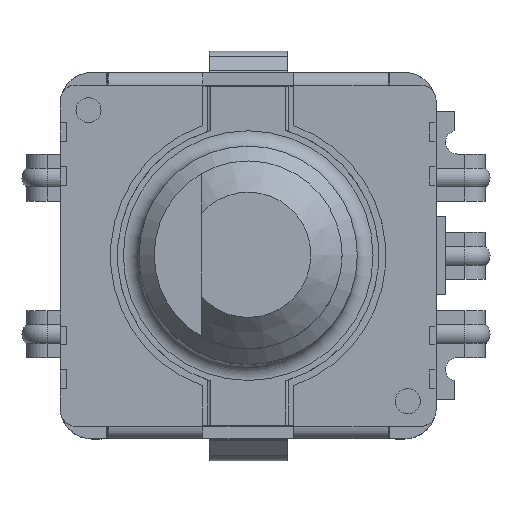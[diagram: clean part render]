
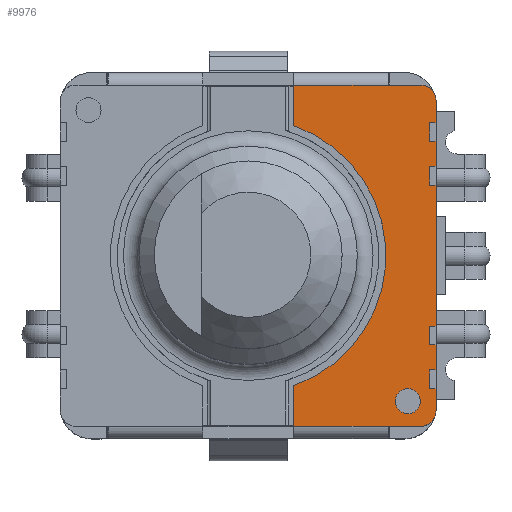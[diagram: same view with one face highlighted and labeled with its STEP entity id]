
A CAD part, top view. The second image highlights one B-rep face of the part: STEP entity #9976.
In plain terms, the highlighted planar face has unit normal (0, 0, 1).
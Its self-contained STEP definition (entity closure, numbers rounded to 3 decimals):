
#27=FACE_BOUND('',#1317,.T.);
#762=FACE_OUTER_BOUND('',#1316,.T.);
#1316=EDGE_LOOP('',(#7226,#7227,#7228,#7229,#7230,#7231,#7232,#7233,#7234,
#7235,#7236,#7237,#7238,#7239,#7240,#7241,#7242,#7243,#7244,#7245,#7246,
#7247,#7248,#7249,#7250,#7251));
#1317=EDGE_LOOP('',(#7252));
#1781=CIRCLE('',#10480,0.4);
#1838=CIRCLE('',#10636,4.4);
#1839=CIRCLE('',#10637,0.5);
#1840=CIRCLE('',#10638,0.5);
#2325=LINE('',#14941,#3470);
#2326=LINE('',#14943,#3471);
#2327=LINE('',#14947,#3472);
#2328=LINE('',#14949,#3473);
#2329=LINE('',#14951,#3474);
#2330=LINE('',#14955,#3475);
#2331=LINE('',#14957,#3476);
#2332=LINE('',#14959,#3477);
#2333=LINE('',#14961,#3478);
#2334=LINE('',#14963,#3479);
#2335=LINE('',#14965,#3480);
#2336=LINE('',#14967,#3481);
#2337=LINE('',#14969,#3482);
#2338=LINE('',#14971,#3483);
#2339=LINE('',#14973,#3484);
#2340=LINE('',#14975,#3485);
#2341=LINE('',#14977,#3486);
#2342=LINE('',#14979,#3487);
#2343=LINE('',#14981,#3488);
#2344=LINE('',#14983,#3489);
#2345=LINE('',#14985,#3490);
#2346=LINE('',#14987,#3491);
#2347=LINE('',#14990,#3492);
#3470=VECTOR('',#11985,1000.);
#3471=VECTOR('',#11986,1000.);
#3472=VECTOR('',#11989,1000.);
#3473=VECTOR('',#11990,1000.);
#3474=VECTOR('',#11991,1000.);
#3475=VECTOR('',#11994,1000.);
#3476=VECTOR('',#11995,1000.);
#3477=VECTOR('',#11996,1000.);
#3478=VECTOR('',#11997,1000.);
#3479=VECTOR('',#11998,1000.);
#3480=VECTOR('',#11999,1000.);
#3481=VECTOR('',#12000,1000.);
#3482=VECTOR('',#12001,1000.);
#3483=VECTOR('',#12002,1000.);
#3484=VECTOR('',#12003,1000.);
#3485=VECTOR('',#12004,1000.);
#3486=VECTOR('',#12005,1000.);
#3487=VECTOR('',#12006,1000.);
#3488=VECTOR('',#12007,1000.);
#3489=VECTOR('',#12008,1000.);
#3490=VECTOR('',#12009,1000.);
#3491=VECTOR('',#12010,1000.);
#3492=VECTOR('',#12013,1000.);
#4348=VERTEX_POINT('',#14172);
#4604=VERTEX_POINT('',#14939);
#4605=VERTEX_POINT('',#14940);
#4606=VERTEX_POINT('',#14942);
#4607=VERTEX_POINT('',#14944);
#4608=VERTEX_POINT('',#14946);
#4609=VERTEX_POINT('',#14948);
#4610=VERTEX_POINT('',#14950);
#4611=VERTEX_POINT('',#14952);
#4612=VERTEX_POINT('',#14954);
#4613=VERTEX_POINT('',#14956);
#4614=VERTEX_POINT('',#14958);
#4615=VERTEX_POINT('',#14960);
#4616=VERTEX_POINT('',#14962);
#4617=VERTEX_POINT('',#14964);
#4618=VERTEX_POINT('',#14966);
#4619=VERTEX_POINT('',#14968);
#4620=VERTEX_POINT('',#14970);
#4621=VERTEX_POINT('',#14972);
#4622=VERTEX_POINT('',#14974);
#4623=VERTEX_POINT('',#14976);
#4624=VERTEX_POINT('',#14978);
#4625=VERTEX_POINT('',#14980);
#4626=VERTEX_POINT('',#14982);
#4627=VERTEX_POINT('',#14984);
#4628=VERTEX_POINT('',#14986);
#4629=VERTEX_POINT('',#14988);
#5249=EDGE_CURVE('',#4348,#4348,#1781,.T.);
#5603=EDGE_CURVE('',#4604,#4605,#2325,.T.);
#5604=EDGE_CURVE('',#4606,#4604,#2326,.T.);
#5605=EDGE_CURVE('',#4607,#4606,#1838,.T.);
#5606=EDGE_CURVE('',#4608,#4607,#2327,.T.);
#5607=EDGE_CURVE('',#4609,#4608,#2328,.T.);
#5608=EDGE_CURVE('',#4610,#4609,#2329,.T.);
#5609=EDGE_CURVE('',#4611,#4610,#1839,.T.);
#5610=EDGE_CURVE('',#4612,#4611,#2330,.T.);
#5611=EDGE_CURVE('',#4613,#4612,#2331,.T.);
#5612=EDGE_CURVE('',#4614,#4613,#2332,.T.);
#5613=EDGE_CURVE('',#4615,#4614,#2333,.T.);
#5614=EDGE_CURVE('',#4616,#4615,#2334,.T.);
#5615=EDGE_CURVE('',#4617,#4616,#2335,.T.);
#5616=EDGE_CURVE('',#4618,#4617,#2336,.T.);
#5617=EDGE_CURVE('',#4619,#4618,#2337,.T.);
#5618=EDGE_CURVE('',#4620,#4619,#2338,.T.);
#5619=EDGE_CURVE('',#4621,#4620,#2339,.T.);
#5620=EDGE_CURVE('',#4622,#4621,#2340,.T.);
#5621=EDGE_CURVE('',#4623,#4622,#2341,.T.);
#5622=EDGE_CURVE('',#4624,#4623,#2342,.T.);
#5623=EDGE_CURVE('',#4625,#4624,#2343,.T.);
#5624=EDGE_CURVE('',#4626,#4625,#2344,.T.);
#5625=EDGE_CURVE('',#4627,#4626,#2345,.T.);
#5626=EDGE_CURVE('',#4628,#4627,#2346,.T.);
#5627=EDGE_CURVE('',#4629,#4628,#1840,.T.);
#5628=EDGE_CURVE('',#4605,#4629,#2347,.T.);
#7226=ORIENTED_EDGE('',*,*,#5603,.F.);
#7227=ORIENTED_EDGE('',*,*,#5604,.F.);
#7228=ORIENTED_EDGE('',*,*,#5605,.F.);
#7229=ORIENTED_EDGE('',*,*,#5606,.F.);
#7230=ORIENTED_EDGE('',*,*,#5607,.F.);
#7231=ORIENTED_EDGE('',*,*,#5608,.F.);
#7232=ORIENTED_EDGE('',*,*,#5609,.F.);
#7233=ORIENTED_EDGE('',*,*,#5610,.F.);
#7234=ORIENTED_EDGE('',*,*,#5611,.F.);
#7235=ORIENTED_EDGE('',*,*,#5612,.F.);
#7236=ORIENTED_EDGE('',*,*,#5613,.F.);
#7237=ORIENTED_EDGE('',*,*,#5614,.F.);
#7238=ORIENTED_EDGE('',*,*,#5615,.F.);
#7239=ORIENTED_EDGE('',*,*,#5616,.F.);
#7240=ORIENTED_EDGE('',*,*,#5617,.F.);
#7241=ORIENTED_EDGE('',*,*,#5618,.F.);
#7242=ORIENTED_EDGE('',*,*,#5619,.F.);
#7243=ORIENTED_EDGE('',*,*,#5620,.F.);
#7244=ORIENTED_EDGE('',*,*,#5621,.F.);
#7245=ORIENTED_EDGE('',*,*,#5622,.F.);
#7246=ORIENTED_EDGE('',*,*,#5623,.F.);
#7247=ORIENTED_EDGE('',*,*,#5624,.F.);
#7248=ORIENTED_EDGE('',*,*,#5625,.F.);
#7249=ORIENTED_EDGE('',*,*,#5626,.F.);
#7250=ORIENTED_EDGE('',*,*,#5627,.F.);
#7251=ORIENTED_EDGE('',*,*,#5628,.F.);
#7252=ORIENTED_EDGE('',*,*,#5249,.T.);
#9536=PLANE('',#10635);
#9976=ADVANCED_FACE('',(#762,#27),#9536,.F.);
#10480=AXIS2_PLACEMENT_3D('',#14173,#11382,#11383);
#10635=AXIS2_PLACEMENT_3D('',#14938,#11983,#11984);
#10636=AXIS2_PLACEMENT_3D('',#14945,#11987,#11988);
#10637=AXIS2_PLACEMENT_3D('',#14953,#11992,#11993);
#10638=AXIS2_PLACEMENT_3D('',#14989,#12011,#12012);
#11382=DIRECTION('center_axis',(0.,0.,-1.));
#11383=DIRECTION('ref_axis',(0.,-1.,0.));
#11983=DIRECTION('center_axis',(0.,0.,-1.));
#11984=DIRECTION('ref_axis',(0.,-1.,0.));
#11985=DIRECTION('',(1.,0.,0.));
#11986=DIRECTION('',(0.,1.,0.));
#11987=DIRECTION('center_axis',(0.,0.,1.));
#11988=DIRECTION('ref_axis',(0.,-1.,0.));
#11989=DIRECTION('',(0.,1.,0.));
#11990=DIRECTION('',(-1.,0.,0.));
#11991=DIRECTION('',(-1.,0.,0.));
#11992=DIRECTION('center_axis',(0.,0.,-1.));
#11993=DIRECTION('ref_axis',(0.,-1.,0.));
#11994=DIRECTION('',(0.,-1.,0.));
#11995=DIRECTION('',(1.,0.,0.));
#11996=DIRECTION('',(0.,-1.,0.));
#11997=DIRECTION('',(-1.,0.,0.));
#11998=DIRECTION('',(0.,-1.,0.));
#11999=DIRECTION('',(1.,0.,0.));
#12000=DIRECTION('',(0.,-1.,0.));
#12001=DIRECTION('',(-1.,0.,0.));
#12002=DIRECTION('',(0.,-1.,0.));
#12003=DIRECTION('',(1.,0.,0.));
#12004=DIRECTION('',(0.,-1.,0.));
#12005=DIRECTION('',(-1.,0.,0.));
#12006=DIRECTION('',(0.,-1.,0.));
#12007=DIRECTION('',(1.,0.,0.));
#12008=DIRECTION('',(0.,-1.,0.));
#12009=DIRECTION('',(-1.,0.,0.));
#12010=DIRECTION('',(0.,-1.,0.));
#12011=DIRECTION('center_axis',(0.,0.,-1.));
#12012=DIRECTION('ref_axis',(0.,-1.,0.));
#12013=DIRECTION('',(1.,0.,0.));
#14172=CARTESIAN_POINT('',(5.1,-4.25,-15.));
#14173=CARTESIAN_POINT('Origin',(5.1,-4.65,-15.));
#14938=CARTESIAN_POINT('Origin',(-5.5,4.95,-15.));
#14939=CARTESIAN_POINT('',(1.45,5.45,-15.));
#14940=CARTESIAN_POINT('',(4.475,5.45,-15.));
#14941=CARTESIAN_POINT('',(-5.5,5.45,-15.));
#14942=CARTESIAN_POINT('',(1.45,4.154,-15.));
#14943=CARTESIAN_POINT('',(1.45,4.154,-15.));
#14944=CARTESIAN_POINT('',(1.45,-4.154,-15.));
#14945=CARTESIAN_POINT('Origin',(0.,0.,-15.));
#14946=CARTESIAN_POINT('',(1.45,-5.45,-15.));
#14947=CARTESIAN_POINT('',(1.45,4.95,-15.));
#14948=CARTESIAN_POINT('',(4.475,-5.45,-15.));
#14949=CARTESIAN_POINT('',(-5.5,-5.45,-15.));
#14950=CARTESIAN_POINT('',(5.5,-5.45,-15.));
#14951=CARTESIAN_POINT('',(-5.5,-5.45,-15.));
#14952=CARTESIAN_POINT('',(6.,-4.95,-15.));
#14953=CARTESIAN_POINT('Origin',(5.5,-4.95,-15.));
#14954=CARTESIAN_POINT('',(6.,-4.25,-15.));
#14955=CARTESIAN_POINT('',(6.,-4.25,-15.));
#14956=CARTESIAN_POINT('',(5.8,-4.25,-15.));
#14957=CARTESIAN_POINT('',(5.8,-4.25,-15.));
#14958=CARTESIAN_POINT('',(5.8,-3.65,-15.));
#14959=CARTESIAN_POINT('',(5.8,-3.65,-15.));
#14960=CARTESIAN_POINT('',(6.,-3.65,-15.));
#14961=CARTESIAN_POINT('',(6.,-3.65,-15.));
#14962=CARTESIAN_POINT('',(6.,-2.85,-15.));
#14963=CARTESIAN_POINT('',(6.,-2.85,-15.));
#14964=CARTESIAN_POINT('',(5.8,-2.85,-15.));
#14965=CARTESIAN_POINT('',(5.8,-2.85,-15.));
#14966=CARTESIAN_POINT('',(5.8,-2.25,-15.));
#14967=CARTESIAN_POINT('',(5.8,-2.25,-15.));
#14968=CARTESIAN_POINT('',(6.,-2.25,-15.));
#14969=CARTESIAN_POINT('',(6.,-2.25,-15.));
#14970=CARTESIAN_POINT('',(6.,2.25,-15.));
#14971=CARTESIAN_POINT('',(6.,2.25,-15.));
#14972=CARTESIAN_POINT('',(5.8,2.25,-15.));
#14973=CARTESIAN_POINT('',(5.8,2.25,-15.));
#14974=CARTESIAN_POINT('',(5.8,2.85,-15.));
#14975=CARTESIAN_POINT('',(5.8,2.85,-15.));
#14976=CARTESIAN_POINT('',(6.,2.85,-15.));
#14977=CARTESIAN_POINT('',(6.,2.85,-15.));
#14978=CARTESIAN_POINT('',(6.,3.65,-15.));
#14979=CARTESIAN_POINT('',(6.,3.65,-15.));
#14980=CARTESIAN_POINT('',(5.8,3.65,-15.));
#14981=CARTESIAN_POINT('',(6.,3.65,-15.));
#14982=CARTESIAN_POINT('',(5.8,4.25,-15.));
#14983=CARTESIAN_POINT('',(5.8,4.25,-15.));
#14984=CARTESIAN_POINT('',(6.,4.25,-15.));
#14985=CARTESIAN_POINT('',(5.8,4.25,-15.));
#14986=CARTESIAN_POINT('',(6.,4.95,-15.));
#14987=CARTESIAN_POINT('',(6.,4.95,-15.));
#14988=CARTESIAN_POINT('',(5.5,5.45,-15.));
#14989=CARTESIAN_POINT('Origin',(5.5,4.95,-15.));
#14990=CARTESIAN_POINT('',(-5.5,5.45,-15.));
